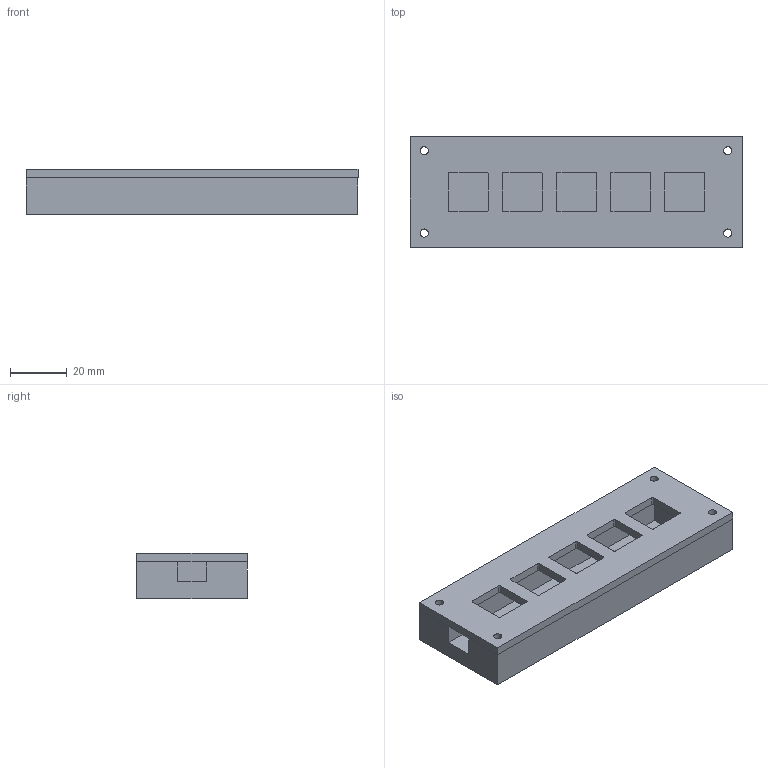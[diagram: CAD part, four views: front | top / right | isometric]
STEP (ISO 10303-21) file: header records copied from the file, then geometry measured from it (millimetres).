
FILE_DESCRIPTION(/* description */ (''),/* implementation_level */ '2;1');
FILE_NAME(/* name */ 'Case v6.step',/* time_stamp */ '2024-10-05T09:18:45+02:00',/* author */ (''),/* organization */ (''),/* preprocessor_version */ 'ST-DEVELOPER v20',/* originating_system */ 'Autodesk Translation Framework v13.20.0.188',/* authorisation */ '');
FILE_SCHEMA (('AUTOMOTIVE_DESIGN { 1 0 10303 214 3 1 1 }'));
Length unit declared in the file: millimetre
Products named in the file (1): CAse
Bounding box: 117 x 39 x 16 mm (x, y, z)
Volume: 50432.7 mm3; surface area: 25286 mm2
Topology: 2 solids, 2 shells, 322 faces, 903 edges, 602 vertices
Faces by surface type: bspline 164, plane 130, cylinder 28
Full cylindrical faces by diameter (mm): 2.9 x8
Entity records: 11927 total; most frequent: CARTESIAN_POINT 4616, ORIENTED_EDGE 1806, DIRECTION 949, EDGE_CURVE 903, VERTEX_POINT 602, LINE 519, VECTOR 519, EDGE_LOOP 365
